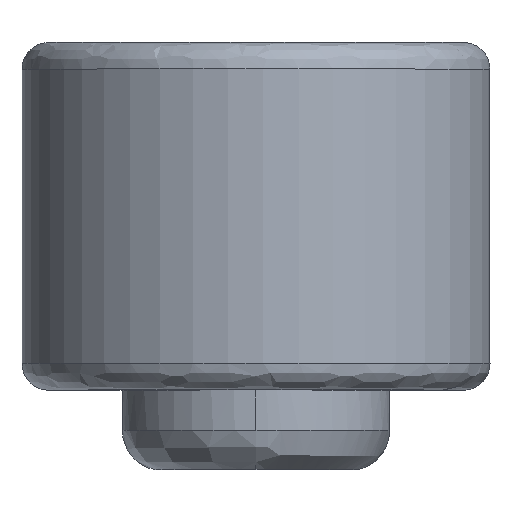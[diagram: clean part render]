
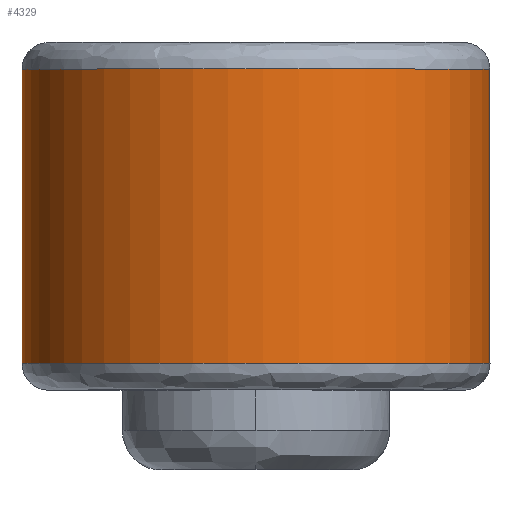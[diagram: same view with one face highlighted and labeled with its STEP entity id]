
A CAD part, top view. The second image highlights one B-rep face of the part: STEP entity #4329.
In plain terms, the highlighted free-form (B-spline) face has degree [1, 3] with [2, 4] control points.
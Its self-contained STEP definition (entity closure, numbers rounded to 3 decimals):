
#91 = B_SPLINE_CURVE_WITH_KNOTS ( 'NONE', 1,
 ( #5851, #943 ),
 .UNSPECIFIED., .F., .F.,
 ( 2, 2 ),
 ( 0., 1. ),
 .UNSPECIFIED. ) ;
#248 = ORIENTED_EDGE ( 'NONE', *, *, #1685, .T. ) ;
#533 = CARTESIAN_POINT ( 'NONE',  ( 17.5, 10., 170. ) ) ;
#555 = FACE_OUTER_BOUND ( 'NONE', #1304, .T. ) ;
#698 = CARTESIAN_POINT ( 'NONE',  ( -17.5, -12., 205. ) ) ;
#943 = CARTESIAN_POINT ( 'NONE',  ( 17.5, -12., 170. ) ) ;
#1215 = CARTESIAN_POINT ( 'NONE',  ( 17.5, -12., 170. ) ) ;
#1304 = EDGE_LOOP ( 'NONE', ( #3365, #6240, #248, #3094 ) ) ;
#1565 = CARTESIAN_POINT ( 'NONE',  ( -17.5, -12., 205. ) ) ;
#1685 = EDGE_CURVE ( 'NONE', #2247, #3320, #6321, .T. ) ;
#1698 = CARTESIAN_POINT ( 'NONE',  ( -17.5, -12., 170. ) ) ;
#1719 =( BOUNDED_SURFACE ( )  B_SPLINE_SURFACE ( 1, 3, ( 
 ( #2117, #1565, #5895, #4541 ),
 ( #2539, #4134, #6051, #3902 ) ),
 .UNSPECIFIED., .F., .F., .F. ) 
 B_SPLINE_SURFACE_WITH_KNOTS ( ( 2, 2 ),
 ( 4, 4 ),
 ( 0.019, 0.981 ),
 ( 0., 1. ),
 .UNSPECIFIED. ) 
 GEOMETRIC_REPRESENTATION_ITEM ( )  RATIONAL_B_SPLINE_SURFACE ( (
 ( 1., 0.333, 0.333, 1.),
 ( 1., 0.333, 0.333, 1.) ) ) 
 REPRESENTATION_ITEM ( '' )  SURFACE ( )  );
#1814 = CARTESIAN_POINT ( 'NONE',  ( -17.5, -12., 170. ) ) ;
#2097 = VERTEX_POINT ( 'NONE', #2155 ) ;
#2104 = EDGE_CURVE ( 'NONE', #6226, #2097, #2373, .T. ) ;
#2117 = CARTESIAN_POINT ( 'NONE',  ( -17.5, -12., 170. ) ) ;
#2155 = CARTESIAN_POINT ( 'NONE',  ( -17.5, -12., 170. ) ) ;
#2247 = VERTEX_POINT ( 'NONE', #6233 ) ;
#2373 =( BOUNDED_CURVE ( )  B_SPLINE_CURVE ( 3, ( #1215, #5668, #698, #1698 ),
 .UNSPECIFIED., .F., .F. ) 
 B_SPLINE_CURVE_WITH_KNOTS ( ( 4, 4 ),
 ( 0., 3.142 ),
 .UNSPECIFIED. ) 
 CURVE ( )  GEOMETRIC_REPRESENTATION_ITEM ( )  RATIONAL_B_SPLINE_CURVE ( ( 1., 0.333, 0.333, 1. ) ) 
 REPRESENTATION_ITEM ( '' )  );
#2384 = B_SPLINE_CURVE_WITH_KNOTS ( 'NONE', 1,
 ( #1814, #3791 ),
 .UNSPECIFIED., .F., .F.,
 ( 2, 2 ),
 ( 0., 1. ),
 .UNSPECIFIED. ) ;
#2518 = CARTESIAN_POINT ( 'NONE',  ( -17.5, 10., 205. ) ) ;
#2539 = CARTESIAN_POINT ( 'NONE',  ( -17.5, 10., 170. ) ) ;
#3094 = ORIENTED_EDGE ( 'NONE', *, *, #4518, .F. ) ;
#3320 = VERTEX_POINT ( 'NONE', #4093 ) ;
#3365 = ORIENTED_EDGE ( 'NONE', *, *, #2104, .F. ) ;
#3649 = CARTESIAN_POINT ( 'NONE',  ( 17.5, -12., 170. ) ) ;
#3791 = CARTESIAN_POINT ( 'NONE',  ( -17.5, 10., 170. ) ) ;
#3902 = CARTESIAN_POINT ( 'NONE',  ( 17.5, 10., 170. ) ) ;
#4000 = CARTESIAN_POINT ( 'NONE',  ( 17.5, 10., 205. ) ) ;
#4093 = CARTESIAN_POINT ( 'NONE',  ( -17.5, 10., 170. ) ) ;
#4134 = CARTESIAN_POINT ( 'NONE',  ( -17.5, 10., 205. ) ) ;
#4329 = ADVANCED_FACE ( 'NONE', ( #555 ), #1719, .F. ) ;
#4518 = EDGE_CURVE ( 'NONE', #2097, #3320, #2384, .T. ) ;
#4541 = CARTESIAN_POINT ( 'NONE',  ( 17.5, -12., 170. ) ) ;
#5668 = CARTESIAN_POINT ( 'NONE',  ( 17.5, -12., 205. ) ) ;
#5837 = EDGE_CURVE ( 'NONE', #2247, #6226, #91, .T. ) ;
#5851 = CARTESIAN_POINT ( 'NONE',  ( 17.5, 10., 170. ) ) ;
#5895 = CARTESIAN_POINT ( 'NONE',  ( 17.5, -12., 205. ) ) ;
#6051 = CARTESIAN_POINT ( 'NONE',  ( 17.5, 10., 205. ) ) ;
#6226 = VERTEX_POINT ( 'NONE', #3649 ) ;
#6233 = CARTESIAN_POINT ( 'NONE',  ( 17.5, 10., 170. ) ) ;
#6240 = ORIENTED_EDGE ( 'NONE', *, *, #5837, .F. ) ;
#6321 =( BOUNDED_CURVE ( )  B_SPLINE_CURVE ( 3, ( #533, #4000, #2518, #6447 ),
 .UNSPECIFIED., .F., .T. ) 
 B_SPLINE_CURVE_WITH_KNOTS ( ( 4, 4 ),
 ( 0., 3.142 ),
 .UNSPECIFIED. ) 
 CURVE ( )  GEOMETRIC_REPRESENTATION_ITEM ( )  RATIONAL_B_SPLINE_CURVE ( ( 1., 0.333, 0.333, 1. ) ) 
 REPRESENTATION_ITEM ( '' )  );
#6447 = CARTESIAN_POINT ( 'NONE',  ( -17.5, 10., 170. ) ) ;
